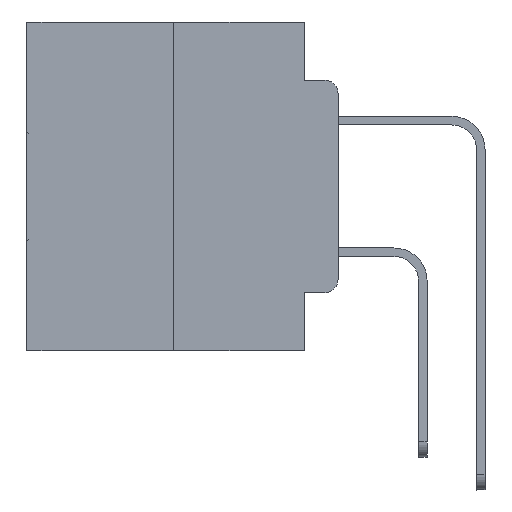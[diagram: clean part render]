
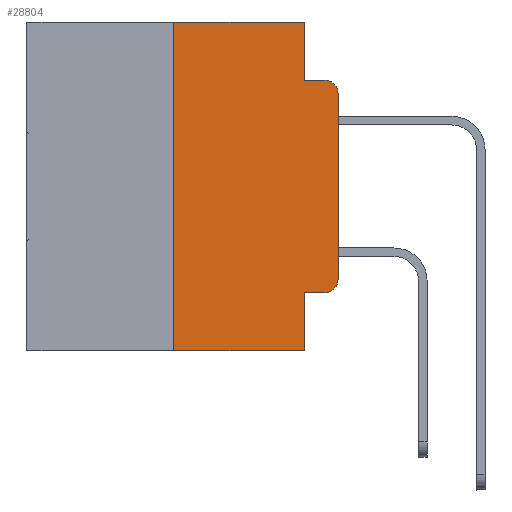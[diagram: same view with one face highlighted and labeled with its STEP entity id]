
A CAD part, left-side view. The second image highlights one B-rep face of the part: STEP entity #28804.
In plain terms, the highlighted planar face has unit normal (-1, 0, 0).
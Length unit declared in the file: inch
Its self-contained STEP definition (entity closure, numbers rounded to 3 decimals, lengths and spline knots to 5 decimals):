
#144 = EDGE_CURVE ( 'NONE', #25875, #13304, #14248, .T. ) ;
#761 = EDGE_CURVE ( 'NONE', #23827, #31944, #32094, .T. ) ;
#1001 = VERTEX_POINT ( 'NONE', #1045 ) ;
#1002 = CARTESIAN_POINT ( 'NONE',  ( 0., 0., -0.1085 ) ) ;
#1045 = CARTESIAN_POINT ( 'NONE',  ( 0., 0., -0.3915 ) ) ;
#1209 = ORIENTED_EDGE ( 'NONE', *, *, #15903, .T. ) ;
#1366 = CARTESIAN_POINT ( 'NONE',  ( 0., 0.473, -0.5 ) ) ;
#1717 = ORIENTED_EDGE ( 'NONE', *, *, #8779, .F. ) ;
#3312 = ORIENTED_EDGE ( 'NONE', *, *, #23471, .F. ) ;
#3757 = DIRECTION ( 'NONE',  ( 0., 0., -1. ) ) ;
#4389 = VERTEX_POINT ( 'NONE', #19654 ) ;
#5063 = CARTESIAN_POINT ( 'NONE',  ( 0., 0.051, -0.0885 ) ) ;
#5253 = VECTOR ( 'NONE', #9168, 39.37008 ) ;
#5757 = LINE ( 'NONE', #8916, #22523 ) ;
#7564 = EDGE_CURVE ( 'NONE', #1001, #16076, #5757, .T. ) ;
#7602 = VERTEX_POINT ( 'NONE', #26635 ) ;
#7618 = CARTESIAN_POINT ( 'NONE',  ( 0., 0.473, 0. ) ) ;
#7669 = CARTESIAN_POINT ( 'NONE',  ( 0., 0.25, 0. ) ) ;
#7836 = CIRCLE ( 'NONE', #8921, 0.02 ) ;
#8046 = DIRECTION ( 'NONE',  ( 0., 0., -1. ) ) ;
#8498 = LINE ( 'NONE', #23729, #9697 ) ;
#8779 = EDGE_CURVE ( 'NONE', #23827, #13304, #30675, .T. ) ;
#8809 = DIRECTION ( 'NONE',  ( -1., 0., 0. ) ) ;
#8916 = CARTESIAN_POINT ( 'NONE',  ( 0., 0., 0. ) ) ;
#8921 = AXIS2_PLACEMENT_3D ( 'NONE', #11317, #8809, #3757 ) ;
#9168 = DIRECTION ( 'NONE',  ( 0., -1., 0. ) ) ;
#9416 = CARTESIAN_POINT ( 'NONE',  ( 0., 0.02, -0.0885 ) ) ;
#9697 = VECTOR ( 'NONE', #18386, 39.37008 ) ;
#10111 = PLANE ( 'NONE',  #30032 ) ;
#10472 = ORIENTED_EDGE ( 'NONE', *, *, #17147, .T. ) ;
#11317 = CARTESIAN_POINT ( 'NONE',  ( 0., 0.02, -0.3915 ) ) ;
#11959 = VECTOR ( 'NONE', #31010, 39.37008 ) ;
#11988 = FACE_OUTER_BOUND ( 'NONE', #14970, .T. ) ;
#12119 = ORIENTED_EDGE ( 'NONE', *, *, #144, .T. ) ;
#12490 = VECTOR ( 'NONE', #13382, 39.37008 ) ;
#12971 = VERTEX_POINT ( 'NONE', #7669 ) ;
#13304 = VERTEX_POINT ( 'NONE', #19558 ) ;
#13382 = DIRECTION ( 'NONE',  ( 0., 0., -1. ) ) ;
#13648 = EDGE_CURVE ( 'NONE', #12971, #7602, #23374, .T. ) ;
#14248 = LINE ( 'NONE', #1366, #32664 ) ;
#14970 = EDGE_LOOP ( 'NONE', ( #19920, #1209, #21352, #3312, #16644, #26272, #12119, #1717, #22886, #10472 ) ) ;
#15590 = DIRECTION ( 'NONE',  ( 0., -1., 0. ) ) ;
#15903 = EDGE_CURVE ( 'NONE', #16076, #25001, #32887, .T. ) ;
#16076 = VERTEX_POINT ( 'NONE', #1002 ) ;
#16644 = ORIENTED_EDGE ( 'NONE', *, *, #13648, .F. ) ;
#17147 = EDGE_CURVE ( 'NONE', #31944, #1001, #7836, .T. ) ;
#17189 = VECTOR ( 'NONE', #23031, 39.37008 ) ;
#17908 = EDGE_CURVE ( 'NONE', #25875, #12971, #8498, .T. ) ;
#18386 = DIRECTION ( 'NONE',  ( 0., 0., 1. ) ) ;
#18457 = AXIS2_PLACEMENT_3D ( 'NONE', #32845, #30974, #8046 ) ;
#19092 = CARTESIAN_POINT ( 'NONE',  ( 0., 0.051, 0. ) ) ;
#19345 = VECTOR ( 'NONE', #15590, 39.37008 ) ;
#19558 = CARTESIAN_POINT ( 'NONE',  ( 0., 0.051, -0.5 ) ) ;
#19654 = CARTESIAN_POINT ( 'NONE',  ( 0., 0.051, -0.0885 ) ) ;
#19920 = ORIENTED_EDGE ( 'NONE', *, *, #7564, .T. ) ;
#21120 = EDGE_CURVE ( 'NONE', #4389, #25001, #27658, .T. ) ;
#21352 = ORIENTED_EDGE ( 'NONE', *, *, #21120, .F. ) ;
#22372 = DIRECTION ( 'NONE',  ( 0., 0., -1. ) ) ;
#22523 = VECTOR ( 'NONE', #28984, 39.37008 ) ;
#22533 = DIRECTION ( 'NONE',  ( 1., 0., 0. ) ) ;
#22701 = CARTESIAN_POINT ( 'NONE',  ( 0., 0.473, 0. ) ) ;
#22837 = CARTESIAN_POINT ( 'NONE',  ( 0., 0.051, 0. ) ) ;
#22841 = CARTESIAN_POINT ( 'NONE',  ( 0., 0.25, -0.5 ) ) ;
#22886 = ORIENTED_EDGE ( 'NONE', *, *, #761, .T. ) ;
#23031 = DIRECTION ( 'NONE',  ( 0., -1., 0. ) ) ;
#23374 = LINE ( 'NONE', #7618, #17189 ) ;
#23471 = EDGE_CURVE ( 'NONE', #7602, #4389, #26439, .T. ) ;
#23729 = CARTESIAN_POINT ( 'NONE',  ( 0., 0.25, 0. ) ) ;
#23827 = VERTEX_POINT ( 'NONE', #28250 ) ;
#24565 = CARTESIAN_POINT ( 'NONE',  ( 0., 0.051, -0.4115 ) ) ;
#24628 = DIRECTION ( 'NONE',  ( 0., -1., 0. ) ) ;
#25001 = VERTEX_POINT ( 'NONE', #9416 ) ;
#25875 = VERTEX_POINT ( 'NONE', #22841 ) ;
#26272 = ORIENTED_EDGE ( 'NONE', *, *, #17908, .F. ) ;
#26439 = LINE ( 'NONE', #19092, #12490 ) ;
#26635 = CARTESIAN_POINT ( 'NONE',  ( 0., 0.051, 0. ) ) ;
#27658 = LINE ( 'NONE', #5063, #19345 ) ;
#28250 = CARTESIAN_POINT ( 'NONE',  ( 0., 0.051, -0.4115 ) ) ;
#28804 = ADVANCED_FACE ( 'NONE', ( #11988 ), #10111, .F. ) ;
#28984 = DIRECTION ( 'NONE',  ( 0., 0., 1. ) ) ;
#30032 = AXIS2_PLACEMENT_3D ( 'NONE', #22701, #22533, #22372 ) ;
#30675 = LINE ( 'NONE', #22837, #11959 ) ;
#30974 = DIRECTION ( 'NONE',  ( -1., 0., 0. ) ) ;
#31010 = DIRECTION ( 'NONE',  ( 0., 0., -1. ) ) ;
#31080 = CARTESIAN_POINT ( 'NONE',  ( 0., 0.02, -0.4115 ) ) ;
#31944 = VERTEX_POINT ( 'NONE', #31080 ) ;
#32094 = LINE ( 'NONE', #24565, #5253 ) ;
#32664 = VECTOR ( 'NONE', #24628, 39.37008 ) ;
#32845 = CARTESIAN_POINT ( 'NONE',  ( 0., 0.02, -0.1085 ) ) ;
#32887 = CIRCLE ( 'NONE', #18457, 0.02 ) ;
